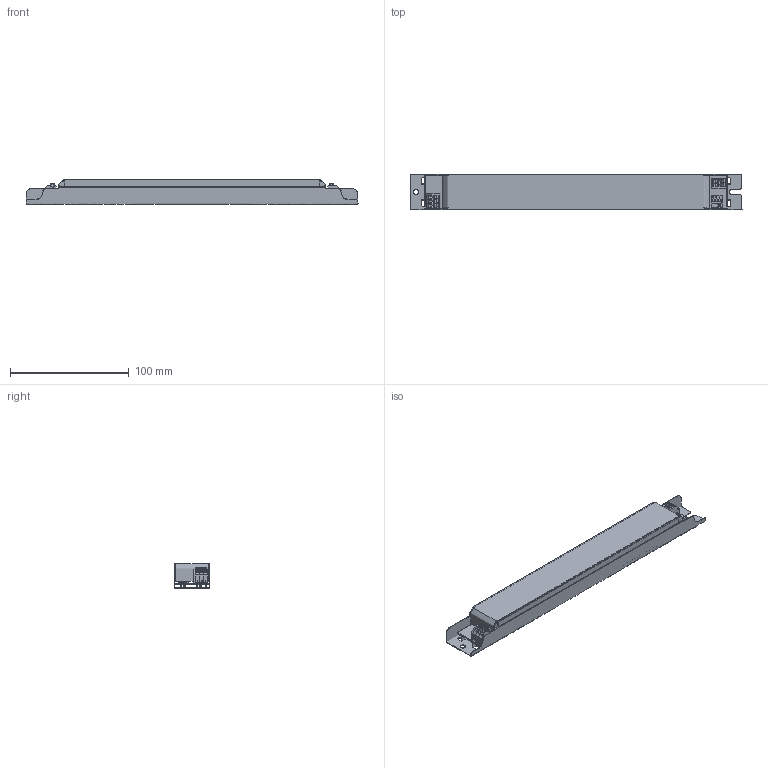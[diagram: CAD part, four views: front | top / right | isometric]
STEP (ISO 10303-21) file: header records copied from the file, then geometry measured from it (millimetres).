
FILE_DESCRIPTION(/* description */ (''),/* implementation_level */ '2;1');
FILE_NAME(/* name */ 'FMS-80~3',/* time_stamp */ '2023-07-06T09:49:05+08:00',/* author */ (''),/* organization */ (''),/* preprocessor_version */ 'ST-DEVELOPER v16.5',/* originating_system */ '',/* authorisation */ '');
FILE_SCHEMA (('AUTOMOTIVE_DESIGN'));
Length unit declared in the file: millimetre
Products named in the file (1): Document
Bounding box: 280 x 30 x 20.9 mm (x, y, z)
Volume: 26550.4 mm3; surface area: 74405.6 mm2
Topology: 21 solids, 21 shells, 763 faces, 1917 edges, 1238 vertices
Faces by surface type: plane 521, bspline 242
Entity records: 27029 total; most frequent: CARTESIAN_POINT 14388, ORIENTED_EDGE 3834, EDGE_CURVE 1917, B_SPLINE_CURVE_WITH_KNOTS 1525, VERTEX_POINT 1238, EDGE_LOOP 819, ADVANCED_FACE 763, FACE_OUTER_BOUND 763
